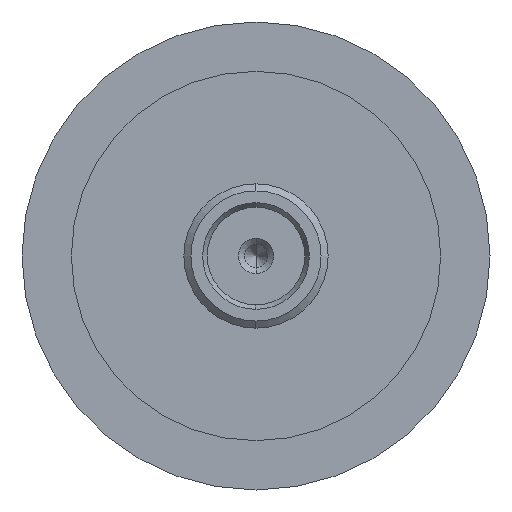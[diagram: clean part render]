
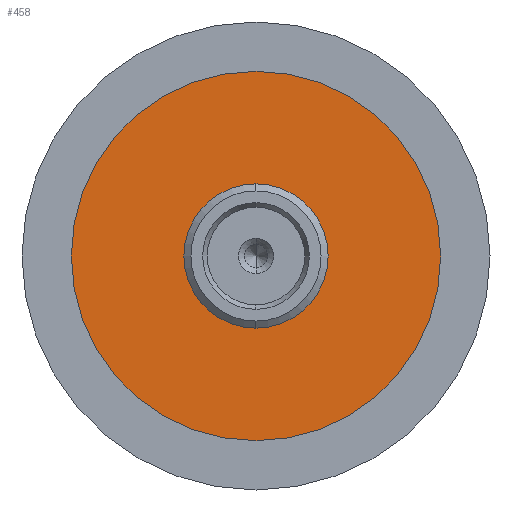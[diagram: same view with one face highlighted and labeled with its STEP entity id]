
A CAD part, left-side view. The second image highlights one B-rep face of the part: STEP entity #458.
In plain terms, the highlighted planar face has unit normal (-1, 0, 0).
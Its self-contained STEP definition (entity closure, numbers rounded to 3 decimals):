
#17 = VERTEX_POINT ( 'NONE', #83 ) ;
#21 = EDGE_CURVE ( 'NONE', #17, #31, #96, .T. ) ;
#25 = VERTEX_POINT ( 'NONE', #105 ) ;
#26 = EDGE_CURVE ( 'NONE', #25, #299, #109, .T. ) ;
#27 = DIRECTION ( 'NONE',  ( 0., 0., -1. ) ) ;
#31 = VERTEX_POINT ( 'NONE', #112 ) ;
#83 = CARTESIAN_POINT ( 'NONE',  ( -8.402, 0., -1.85 ) ) ;
#94 = DIRECTION ( 'NONE',  ( 0., 0., -1. ) ) ;
#96 = CIRCLE ( 'NONE', #100, 1.85 ) ;
#99 = CARTESIAN_POINT ( 'NONE',  ( -8.402, 0., 0. ) ) ;
#100 = AXIS2_PLACEMENT_3D ( 'NONE', #99, #101, #94 ) ;
#101 = DIRECTION ( 'NONE',  ( 1., 0., 0. ) ) ;
#105 = CARTESIAN_POINT ( 'NONE',  ( -8.402, 0., -4.735 ) ) ;
#106 = DIRECTION ( 'NONE',  ( 1., 0., 0. ) ) ;
#107 = CARTESIAN_POINT ( 'NONE',  ( -8.402, 0., 0. ) ) ;
#108 = AXIS2_PLACEMENT_3D ( 'NONE', #107, #106, #27 ) ;
#109 = CIRCLE ( 'NONE', #108, 4.735 ) ;
#112 = CARTESIAN_POINT ( 'NONE',  ( -8.402, 0., 1.85 ) ) ;
#117 = CARTESIAN_POINT ( 'NONE',  ( -8.402, 0., 4.735 ) ) ;
#237 = PLANE ( 'NONE',  #246 ) ;
#238 = FACE_OUTER_BOUND ( 'NONE', #469, .T. ) ;
#239 = FACE_BOUND ( 'NONE', #387, .T. ) ;
#243 = DIRECTION ( 'NONE',  ( 0., 0., 1. ) ) ;
#244 = DIRECTION ( 'NONE',  ( -1., 0., 0. ) ) ;
#245 = CARTESIAN_POINT ( 'NONE',  ( -8.402, 0., -4.735 ) ) ;
#246 = AXIS2_PLACEMENT_3D ( 'NONE', #245, #244, #243 ) ;
#249 = CIRCLE ( 'NONE', #255, 1.85 ) ;
#252 = DIRECTION ( 'NONE',  ( 0., 0., -1. ) ) ;
#253 = DIRECTION ( 'NONE',  ( 1., 0., 0. ) ) ;
#254 = CARTESIAN_POINT ( 'NONE',  ( -8.402, 0., 0. ) ) ;
#255 = AXIS2_PLACEMENT_3D ( 'NONE', #254, #253, #252 ) ;
#256 = CIRCLE ( 'NONE', #263, 4.735 ) ;
#260 = DIRECTION ( 'NONE',  ( 0., 0., -1. ) ) ;
#261 = DIRECTION ( 'NONE',  ( 1., 0., 0. ) ) ;
#263 = AXIS2_PLACEMENT_3D ( 'NONE', #266, #261, #260 ) ;
#266 = CARTESIAN_POINT ( 'NONE',  ( -8.402, 0., 0. ) ) ;
#299 = VERTEX_POINT ( 'NONE', #117 ) ;
#387 = EDGE_LOOP ( 'NONE', ( #475, #478 ) ) ;
#458 = ADVANCED_FACE ( 'NONE', ( #239, #238 ), #237, .T. ) ;
#460 = EDGE_CURVE ( 'NONE', #31, #17, #249, .T. ) ;
#466 = EDGE_CURVE ( 'NONE', #299, #25, #256, .T. ) ;
#469 = EDGE_LOOP ( 'NONE', ( #480, #483 ) ) ;
#475 = ORIENTED_EDGE ( 'NONE', *, *, #21, .T. ) ;
#478 = ORIENTED_EDGE ( 'NONE', *, *, #460, .T. ) ;
#480 = ORIENTED_EDGE ( 'NONE', *, *, #26, .F. ) ;
#483 = ORIENTED_EDGE ( 'NONE', *, *, #466, .F. ) ;
